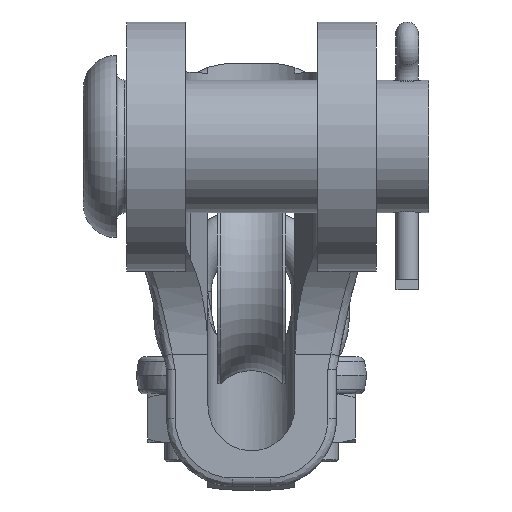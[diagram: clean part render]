
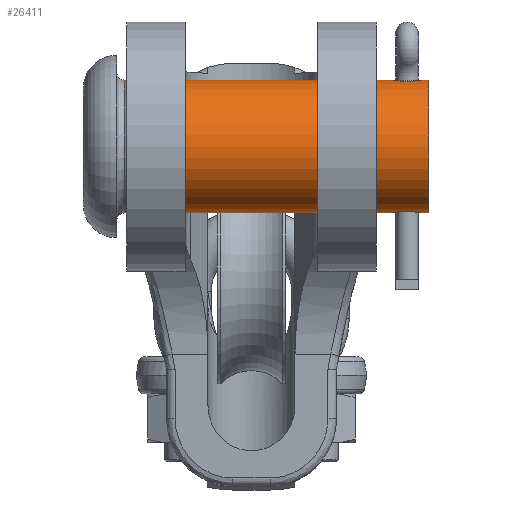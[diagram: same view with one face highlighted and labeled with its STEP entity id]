
A CAD part, front view. The second image highlights one B-rep face of the part: STEP entity #26411.
In plain terms, the highlighted cylindrical face has radius 25.4 mm (diameter 50.8 mm), a partial arc.
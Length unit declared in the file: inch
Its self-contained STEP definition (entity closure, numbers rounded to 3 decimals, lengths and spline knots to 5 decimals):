
#26128=CARTESIAN_POINT('',(2.54797,0.,1.));
#26129=CARTESIAN_POINT('',(2.54797,-0.00736,1.));
#26130=CARTESIAN_POINT('',(2.54718,-0.022,
0.99984));
#26131=CARTESIAN_POINT('',(2.54363,-0.04387,
0.99912));
#26132=CARTESIAN_POINT('',(2.53775,-0.06518,
0.99795));
#26133=CARTESIAN_POINT('',(2.52955,-0.0859,
0.99637));
#26134=CARTESIAN_POINT('',(2.51917,-0.10557,
0.99447));
#26135=CARTESIAN_POINT('',(2.5066,-0.12416,
0.99232));
#26136=CARTESIAN_POINT('',(2.49214,-0.14121,
0.99002));
#26137=CARTESIAN_POINT('',(2.47582,-0.15666,
0.98769));
#26138=CARTESIAN_POINT('',(2.45799,-0.17018,
0.98544));
#26139=CARTESIAN_POINT('',(2.43881,-0.18167,
0.98338));
#26140=CARTESIAN_POINT('',(2.41856,-0.19098,
0.9816));
#26141=CARTESIAN_POINT('',(2.39756,-0.19801,
0.98021));
#26142=CARTESIAN_POINT('',(2.3759,-0.20274,
0.97924));
#26143=CARTESIAN_POINT('',(2.35402,-0.2051,
0.97874));
#26144=CARTESIAN_POINT('',(2.33192,-0.2051,
0.97874));
#26145=CARTESIAN_POINT('',(2.31004,-0.20274,
0.97923));
#26146=CARTESIAN_POINT('',(2.28838,-0.19801,
0.98021));
#26147=CARTESIAN_POINT('',(2.26738,-0.19098,
0.9816));
#26148=CARTESIAN_POINT('',(2.24712,-0.18167,
0.98338));
#26149=CARTESIAN_POINT('',(2.22795,-0.17018,
0.98544));
#26150=CARTESIAN_POINT('',(2.21012,-0.15666,
0.98769));
#26151=CARTESIAN_POINT('',(2.1938,-0.14121,
0.99002));
#26152=CARTESIAN_POINT('',(2.17933,-0.12416,
0.99232));
#26153=CARTESIAN_POINT('',(2.16677,-0.10557,
0.99447));
#26154=CARTESIAN_POINT('',(2.15639,-0.0859,
0.99637));
#26155=CARTESIAN_POINT('',(2.14818,-0.06518,
0.99795));
#26156=CARTESIAN_POINT('',(2.14231,-0.04387,
0.99912));
#26157=CARTESIAN_POINT('',(2.13875,-0.022,
0.99984));
#26158=CARTESIAN_POINT('',(2.13797,-0.00736,1.));
#26159=CARTESIAN_POINT('',(2.13797,0.,1.));
#26161=DIRECTION('',(1.,0.,0.));
#26162=VECTOR('',#26161,0.12);
#26163=CARTESIAN_POINT('',(2.54797,0.,1.));
#26164=LINE('',#26163,#26162);
#26165=CARTESIAN_POINT('',(2.13797,0.,-1.));
#26166=CARTESIAN_POINT('',(2.13797,-0.00736,-1.));
#26167=CARTESIAN_POINT('',(2.13875,-0.022,
-0.99984));
#26168=CARTESIAN_POINT('',(2.14231,-0.04387,
-0.99912));
#26169=CARTESIAN_POINT('',(2.14819,-0.06518,
-0.99795));
#26170=CARTESIAN_POINT('',(2.15639,-0.0859,
-0.99637));
#26171=CARTESIAN_POINT('',(2.16677,-0.10557,
-0.99447));
#26172=CARTESIAN_POINT('',(2.17933,-0.12416,
-0.99232));
#26173=CARTESIAN_POINT('',(2.1938,-0.14121,
-0.99002));
#26174=CARTESIAN_POINT('',(2.21012,-0.15666,
-0.98769));
#26175=CARTESIAN_POINT('',(2.22795,-0.17018,
-0.98544));
#26176=CARTESIAN_POINT('',(2.24712,-0.18167,
-0.98338));
#26177=CARTESIAN_POINT('',(2.26738,-0.19098,
-0.9816));
#26178=CARTESIAN_POINT('',(2.28838,-0.19801,
-0.98021));
#26179=CARTESIAN_POINT('',(2.31004,-0.20274,
-0.97923));
#26180=CARTESIAN_POINT('',(2.33192,-0.2051,
-0.97874));
#26181=CARTESIAN_POINT('',(2.35402,-0.2051,
-0.97874));
#26182=CARTESIAN_POINT('',(2.3759,-0.20274,
-0.97924));
#26183=CARTESIAN_POINT('',(2.39756,-0.19801,
-0.98021));
#26184=CARTESIAN_POINT('',(2.41856,-0.19098,
-0.98161));
#26185=CARTESIAN_POINT('',(2.43881,-0.18167,
-0.98338));
#26186=CARTESIAN_POINT('',(2.45799,-0.17018,
-0.98544));
#26187=CARTESIAN_POINT('',(2.47582,-0.15666,
-0.98769));
#26188=CARTESIAN_POINT('',(2.49214,-0.14121,
-0.99002));
#26189=CARTESIAN_POINT('',(2.5066,-0.12416,
-0.99232));
#26190=CARTESIAN_POINT('',(2.51917,-0.10557,
-0.99447));
#26191=CARTESIAN_POINT('',(2.52955,-0.0859,
-0.99637));
#26192=CARTESIAN_POINT('',(2.53775,-0.06518,
-0.99795));
#26193=CARTESIAN_POINT('',(2.54363,-0.04387,
-0.99912));
#26194=CARTESIAN_POINT('',(2.54718,-0.022,
-0.99984));
#26195=CARTESIAN_POINT('',(2.54797,-0.00736,-1.));
#26196=CARTESIAN_POINT('',(2.54797,0.,-1.));
#26198=DIRECTION('',(1.,0.,0.));
#26199=VECTOR('',#26198,4.05);
#26200=CARTESIAN_POINT('',(-1.91203,0.,1.));
#26201=LINE('',#26200,#26199);
#26202=CARTESIAN_POINT('',(2.54797,0.,-1.));
#26233=CARTESIAN_POINT('',(2.13797,0.,-1.));
#26235=DIRECTION('',(1.,0.,0.));
#26236=VECTOR('',#26235,0.12);
#26237=CARTESIAN_POINT('',(2.54797,0.,-1.));
#26238=LINE('',#26237,#26236);
#26239=CARTESIAN_POINT('',(2.13797,0.,1.));
#26270=CARTESIAN_POINT('',(2.54797,0.,1.));
#26272=DIRECTION('',(1.,0.,0.));
#26273=VECTOR('',#26272,4.05);
#26274=CARTESIAN_POINT('',(-1.91203,0.,-1.));
#26275=LINE('',#26274,#26273);
#26285=CARTESIAN_POINT('',(2.66797,0.,0.));
#26286=DIRECTION('',(1.,0.,0.));
#26287=DIRECTION('',(0.,0.,1.));
#26288=AXIS2_PLACEMENT_3D('',#26285,#26286,#26287);
#26340=CARTESIAN_POINT('',(-1.91203,0.,0.));
#26341=DIRECTION('',(1.,0.,0.));
#26342=DIRECTION('',(0.,0.,1.));
#26343=AXIS2_PLACEMENT_3D('',#26340,#26341,#26342);
#26350=CARTESIAN_POINT('',(2.66797,0.,-1.));
#26351=CARTESIAN_POINT('',(2.66797,0.,1.));
#26352=VERTEX_POINT('',#26350);
#26353=VERTEX_POINT('',#26351);
#26366=CARTESIAN_POINT('',(-1.91203,0.,-1.));
#26367=CARTESIAN_POINT('',(-1.91203,0.,1.));
#26368=VERTEX_POINT('',#26366);
#26369=VERTEX_POINT('',#26367);
#26370=VERTEX_POINT('',#26202);
#26371=VERTEX_POINT('',#26233);
#26372=VERTEX_POINT('',#26239);
#26373=VERTEX_POINT('',#26270);
#26390=CARTESIAN_POINT('',(-2.03203,0.,0.));
#26391=DIRECTION('',(1.,0.,0.));
#26392=DIRECTION('',(0.,0.,-1.));
#26393=AXIS2_PLACEMENT_3D('',#26390,#26391,#26392);
#26394=CYLINDRICAL_SURFACE('',#26393,1.);
#26395=ORIENTED_EDGE('',*,*,#26379,.F.);
#26397=ORIENTED_EDGE('',*,*,#26396,.T.);
#26399=ORIENTED_EDGE('',*,*,#26398,.T.);
#26401=ORIENTED_EDGE('',*,*,#26400,.F.);
#26402=ORIENTED_EDGE('',*,*,#26383,.F.);
#26404=ORIENTED_EDGE('',*,*,#26403,.F.);
#26406=ORIENTED_EDGE('',*,*,#26405,.F.);
#26408=ORIENTED_EDGE('',*,*,#26407,.T.);
#26409=EDGE_LOOP('',(#26395,#26397,#26399,#26401,#26402,#26404,#26406,#26408));
#26410=FACE_OUTER_BOUND('',#26409,.F.);
#26411=ADVANCED_FACE('',(#26410),#26394,.T.);
#26160=B_SPLINE_CURVE_WITH_KNOTS('',3,(#26128,#26129,#26130,#26131,#26132,
#26133,#26134,#26135,#26136,#26137,#26138,#26139,#26140,#26141,#26142,#26143,
#26144,#26145,#26146,#26147,#26148,#26149,#26150,#26151,#26152,#26153,#26154,
#26155,#26156,#26157,#26158,#26159),.UNSPECIFIED.,.F.,.F.,(4,1,1,1,1,1,1,1,1,1,
1,1,1,1,1,1,1,1,1,1,1,1,1,1,1,1,1,1,1,4),(0.,0.03448,
0.06897,0.10345,0.13793,0.17241,
0.2069,0.24138,0.27586,0.31034,
0.34483,0.37931,0.41379,0.44828,
0.48276,0.51724,0.55172,0.58621,
0.62069,0.65517,0.68966,0.72414,
0.75862,0.7931,0.82759,0.86207,
0.89655,0.93103,0.96552,1.),.UNSPECIFIED.);
#26197=B_SPLINE_CURVE_WITH_KNOTS('',3,(#26165,#26166,#26167,#26168,#26169,
#26170,#26171,#26172,#26173,#26174,#26175,#26176,#26177,#26178,#26179,#26180,
#26181,#26182,#26183,#26184,#26185,#26186,#26187,#26188,#26189,#26190,#26191,
#26192,#26193,#26194,#26195,#26196),.UNSPECIFIED.,.F.,.F.,(4,1,1,1,1,1,1,1,1,1,
1,1,1,1,1,1,1,1,1,1,1,1,1,1,1,1,1,1,1,4),(0.,0.03448,
0.06897,0.10345,0.13793,0.17241,
0.2069,0.24138,0.27586,0.31034,
0.34483,0.37931,0.41379,0.44828,
0.48276,0.51724,0.55172,0.58621,
0.62069,0.65517,0.68966,0.72414,
0.75862,0.7931,0.82759,0.86207,
0.89655,0.93103,0.96552,1.),.UNSPECIFIED.);
#26289=CIRCLE('',#26288,1.);
#26344=CIRCLE('',#26343,1.);
#26379=EDGE_CURVE('',#26373,#26372,#26160,.T.);
#26383=EDGE_CURVE('',#26371,#26370,#26197,.T.);
#26396=EDGE_CURVE('',#26373,#26353,#26164,.T.);
#26398=EDGE_CURVE('',#26353,#26352,#26289,.T.);
#26400=EDGE_CURVE('',#26370,#26352,#26238,.T.);
#26403=EDGE_CURVE('',#26368,#26371,#26275,.T.);
#26405=EDGE_CURVE('',#26369,#26368,#26344,.T.);
#26407=EDGE_CURVE('',#26369,#26372,#26201,.T.);
